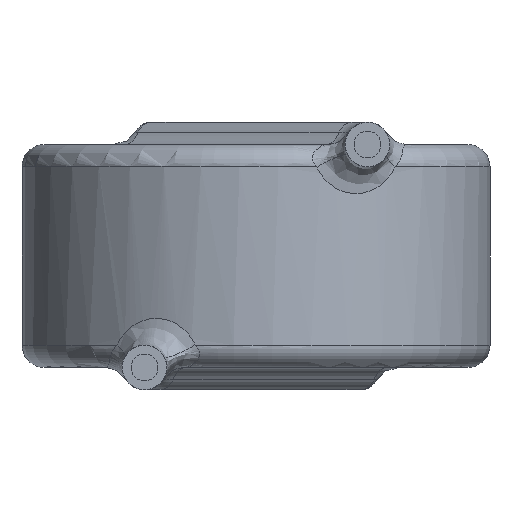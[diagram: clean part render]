
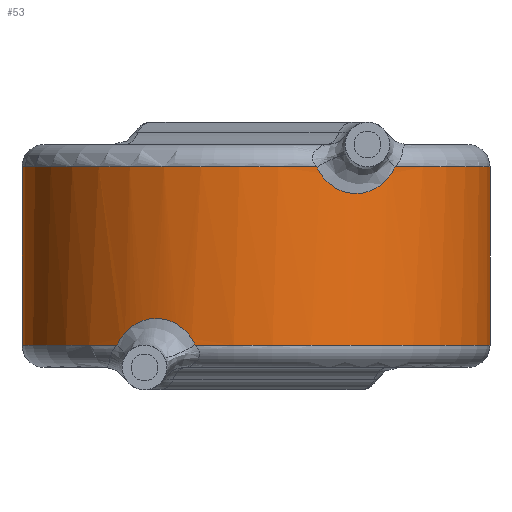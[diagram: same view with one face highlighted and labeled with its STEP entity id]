
A CAD part, front view. The second image highlights one B-rep face of the part: STEP entity #53.
In plain terms, the highlighted cylindrical face has radius 5.25 mm (diameter 10.5 mm), a partial arc.
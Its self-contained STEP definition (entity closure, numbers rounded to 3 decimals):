
#39 = CARTESIAN_POINT ( 'NONE',  ( 1.364, -5.07, 2. ) ) ;
#53 = ADVANCED_FACE ( 'NONE', ( #7103 ), #8252, .T. ) ;
#55 = EDGE_CURVE ( 'NONE', #3576, #1019, #2637, .T. ) ;
#87 = CARTESIAN_POINT ( 'NONE',  ( 2.454, -4.642, 1.421 ) ) ;
#234 = VECTOR ( 'NONE', #3257, 1000. ) ;
#236 = CARTESIAN_POINT ( 'NONE',  ( -2.916, -4.366, -1.689 ) ) ;
#315 = CARTESIAN_POINT ( 'NONE',  ( -2.091, -4.817, -1.408 ) ) ;
#355 = CARTESIAN_POINT ( 'NONE',  ( -1.459, -5.044, -1.824 ) ) ;
#607 = LINE ( 'NONE', #1294, #234 ) ;
#627 = AXIS2_PLACEMENT_3D ( 'NONE', #4856, #4218, #1589 ) ;
#638 = DIRECTION ( 'NONE',  ( -1., 0., 0. ) ) ;
#679 = CARTESIAN_POINT ( 'NONE',  ( 2.366, -4.688, 1.404 ) ) ;
#686 = DIRECTION ( 'NONE',  ( -1., 0., 0. ) ) ;
#729 = VERTEX_POINT ( 'NONE', #7345 ) ;
#810 = ORIENTED_EDGE ( 'NONE', *, *, #3709, .F. ) ;
#837 = ORIENTED_EDGE ( 'NONE', *, *, #3633, .T. ) ;
#1019 = VERTEX_POINT ( 'NONE', #8260 ) ;
#1047 = CARTESIAN_POINT ( 'NONE',  ( -2.182, -4.776, -1.397 ) ) ;
#1048 = ORIENTED_EDGE ( 'NONE', *, *, #7295, .F. ) ;
#1294 = CARTESIAN_POINT ( 'NONE',  ( -5.25, 0., -7.293 ) ) ;
#1320 = CARTESIAN_POINT ( 'NONE',  ( 2.091, -4.817, 1.408 ) ) ;
#1329 = CARTESIAN_POINT ( 'NONE',  ( 1.364, -5.07, 2. ) ) ;
#1414 = CARTESIAN_POINT ( 'NONE',  ( 2.622, -4.549, 1.479 ) ) ;
#1460 = CARTESIAN_POINT ( 'NONE',  ( 3.033, -4.286, 1.832 ) ) ;
#1589 = DIRECTION ( 'NONE',  ( -1., 0., 0. ) ) ;
#1650 = CARTESIAN_POINT ( 'NONE',  ( 3.123, -4.22, 2. ) ) ;
#1780 = CARTESIAN_POINT ( 'NONE',  ( 0., 0., 2. ) ) ;
#1855 = EDGE_CURVE ( 'NONE', #3576, #6609, #2769, .T. ) ;
#1950 = EDGE_LOOP ( 'NONE', ( #810, #4213, #5947, #5447, #837, #5705, #2728, #1048 ) ) ;
#2018 = CARTESIAN_POINT ( 'NONE',  ( 1.406, -5.058, 1.908 ) ) ;
#2061 = CARTESIAN_POINT ( 'NONE',  ( 2.703, -4.502, 1.521 ) ) ;
#2090 = CARTESIAN_POINT ( 'NONE',  ( -3.123, -4.22, -2. ) ) ;
#2136 = CARTESIAN_POINT ( 'NONE',  ( -2.366, -4.688, -1.404 ) ) ;
#2150 = CARTESIAN_POINT ( 'NONE',  ( 2.182, -4.776, 1.397 ) ) ;
#2243 = LINE ( 'NONE', #2881, #6891 ) ;
#2261 = CARTESIAN_POINT ( 'NONE',  ( -3.123, -4.22, -2. ) ) ;
#2393 = CARTESIAN_POINT ( 'NONE',  ( 0., 0., -2. ) ) ;
#2514 = DIRECTION ( 'NONE',  ( -1., 0., 0. ) ) ;
#2637 = CIRCLE ( 'NONE', #3726, 5.25 ) ;
#2649 = CARTESIAN_POINT ( 'NONE',  ( 1.459, -5.044, 1.824 ) ) ;
#2656 = CARTESIAN_POINT ( 'NONE',  ( 5.25, 0., -2. ) ) ;
#2728 = ORIENTED_EDGE ( 'NONE', *, *, #1855, .T. ) ;
#2769 = B_SPLINE_CURVE_WITH_KNOTS ( 'NONE', 3,
 ( #2090, #4681, #7267, #236, #3953, #3408, #7929, #5442, #2136, #1047, #315, #2929, #6761, #2893, #4922, #355, #6243, #4208 ),
 .UNSPECIFIED., .F., .F.,
 ( 4, 2, 2, 2, 2, 2, 2, 2, 4 ),
 ( 0., 0., 0.001, 0.001, 0.001, 0.002, 0.002, 0.002, 0.002 ),
 .UNSPECIFIED. ) ;
#2881 = CARTESIAN_POINT ( 'NONE',  ( 5.25, 0., -7.293 ) ) ;
#2893 = CARTESIAN_POINT ( 'NONE',  ( -1.661, -4.981, -1.606 ) ) ;
#2929 = CARTESIAN_POINT ( 'NONE',  ( -1.909, -4.891, -1.46 ) ) ;
#3047 = DIRECTION ( 'NONE',  ( 0., 0., -1. ) ) ;
#3257 = DIRECTION ( 'NONE',  ( 0., 0., -1. ) ) ;
#3408 = CARTESIAN_POINT ( 'NONE',  ( -2.703, -4.502, -1.521 ) ) ;
#3485 = CIRCLE ( 'NONE', #4965, 5.25 ) ;
#3576 = VERTEX_POINT ( 'NONE', #2261 ) ;
#3633 = EDGE_CURVE ( 'NONE', #729, #1019, #607, .T. ) ;
#3690 = CARTESIAN_POINT ( 'NONE',  ( 0., 0., -7.293 ) ) ;
#3709 = EDGE_CURVE ( 'NONE', #7857, #4041, #2243, .T. ) ;
#3726 = AXIS2_PLACEMENT_3D ( 'NONE', #4994, #5928, #686 ) ;
#3953 = CARTESIAN_POINT ( 'NONE',  ( -2.849, -4.411, -1.625 ) ) ;
#4014 = CARTESIAN_POINT ( 'NONE',  ( 1.821, -4.925, 1.5 ) ) ;
#4016 = VERTEX_POINT ( 'NONE', #1329 ) ;
#4041 = VERTEX_POINT ( 'NONE', #2656 ) ;
#4159 = CARTESIAN_POINT ( 'NONE',  ( 5.25, 0., 2. ) ) ;
#4208 = CARTESIAN_POINT ( 'NONE',  ( -1.364, -5.07, -2. ) ) ;
#4213 = ORIENTED_EDGE ( 'NONE', *, *, #5017, .T. ) ;
#4218 = DIRECTION ( 'NONE',  ( 0., 0., -1. ) ) ;
#4655 = CARTESIAN_POINT ( 'NONE',  ( 2.916, -4.366, 1.689 ) ) ;
#4681 = CARTESIAN_POINT ( 'NONE',  ( -3.082, -4.25, -1.911 ) ) ;
#4856 = CARTESIAN_POINT ( 'NONE',  ( 0., 0., 2. ) ) ;
#4872 = CIRCLE ( 'NONE', #5549, 5.25 ) ;
#4922 = CARTESIAN_POINT ( 'NONE',  ( -1.586, -5.005, -1.673 ) ) ;
#4965 = AXIS2_PLACEMENT_3D ( 'NONE', #1780, #8218, #7633 ) ;
#4994 = CARTESIAN_POINT ( 'NONE',  ( 0., 0., -2. ) ) ;
#5017 = EDGE_CURVE ( 'NONE', #7857, #7934, #7431, .T. ) ;
#5242 = CARTESIAN_POINT ( 'NONE',  ( 1.661, -4.981, 1.606 ) ) ;
#5373 = CARTESIAN_POINT ( 'NONE',  ( 3.082, -4.25, 1.911 ) ) ;
#5442 = CARTESIAN_POINT ( 'NONE',  ( -2.454, -4.642, -1.421 ) ) ;
#5447 = ORIENTED_EDGE ( 'NONE', *, *, #5702, .T. ) ;
#5549 = AXIS2_PLACEMENT_3D ( 'NONE', #2393, #6387, #2514 ) ;
#5702 = EDGE_CURVE ( 'NONE', #4016, #729, #3485, .T. ) ;
#5705 = ORIENTED_EDGE ( 'NONE', *, *, #55, .F. ) ;
#5834 = CARTESIAN_POINT ( 'NONE',  ( 1.586, -5.005, 1.673 ) ) ;
#5922 = CARTESIAN_POINT ( 'NONE',  ( 3.123, -4.22, 2. ) ) ;
#5928 = DIRECTION ( 'NONE',  ( 0., 0., -1. ) ) ;
#5947 = ORIENTED_EDGE ( 'NONE', *, *, #7481, .T. ) ;
#6243 = CARTESIAN_POINT ( 'NONE',  ( -1.406, -5.058, -1.908 ) ) ;
#6299 = AXIS2_PLACEMENT_3D ( 'NONE', #3690, #3047, #638 ) ;
#6387 = DIRECTION ( 'NONE',  ( 0., 0., -1. ) ) ;
#6609 = VERTEX_POINT ( 'NONE', #7697 ) ;
#6761 = CARTESIAN_POINT ( 'NONE',  ( -1.821, -4.925, -1.5 ) ) ;
#6891 = VECTOR ( 'NONE', #8117, 1000. ) ;
#7103 = FACE_OUTER_BOUND ( 'NONE', #1950, .T. ) ;
#7267 = CARTESIAN_POINT ( 'NONE',  ( -3.033, -4.286, -1.832 ) ) ;
#7295 = EDGE_CURVE ( 'NONE', #4041, #6609, #4872, .T. ) ;
#7345 = CARTESIAN_POINT ( 'NONE',  ( -5.25, 0., 2. ) ) ;
#7431 = CIRCLE ( 'NONE', #627, 5.25 ) ;
#7481 = EDGE_CURVE ( 'NONE', #7934, #4016, #8123, .T. ) ;
#7633 = DIRECTION ( 'NONE',  ( -1., 0., 0. ) ) ;
#7697 = CARTESIAN_POINT ( 'NONE',  ( -1.364, -5.07, -2. ) ) ;
#7770 = CARTESIAN_POINT ( 'NONE',  ( 2.849, -4.411, 1.625 ) ) ;
#7816 = CARTESIAN_POINT ( 'NONE',  ( 1.909, -4.891, 1.46 ) ) ;
#7857 = VERTEX_POINT ( 'NONE', #4159 ) ;
#7929 = CARTESIAN_POINT ( 'NONE',  ( -2.622, -4.549, -1.479 ) ) ;
#7934 = VERTEX_POINT ( 'NONE', #1650 ) ;
#8117 = DIRECTION ( 'NONE',  ( 0., 0., -1. ) ) ;
#8123 = B_SPLINE_CURVE_WITH_KNOTS ( 'NONE', 3,
 ( #5922, #5373, #1460, #4655, #7770, #2061, #1414, #87, #679, #2150, #1320, #7816, #4014, #5242, #5834, #2649, #2018, #39 ),
 .UNSPECIFIED., .F., .F.,
 ( 4, 2, 2, 2, 2, 2, 2, 2, 4 ),
 ( 0., 0., 0.001, 0.001, 0.001, 0.002, 0.002, 0.002, 0.002 ),
 .UNSPECIFIED. ) ;
#8218 = DIRECTION ( 'NONE',  ( 0., 0., -1. ) ) ;
#8252 = CYLINDRICAL_SURFACE ( 'NONE', #6299, 5.25 ) ;
#8260 = CARTESIAN_POINT ( 'NONE',  ( -5.25, 0., -2. ) ) ;
